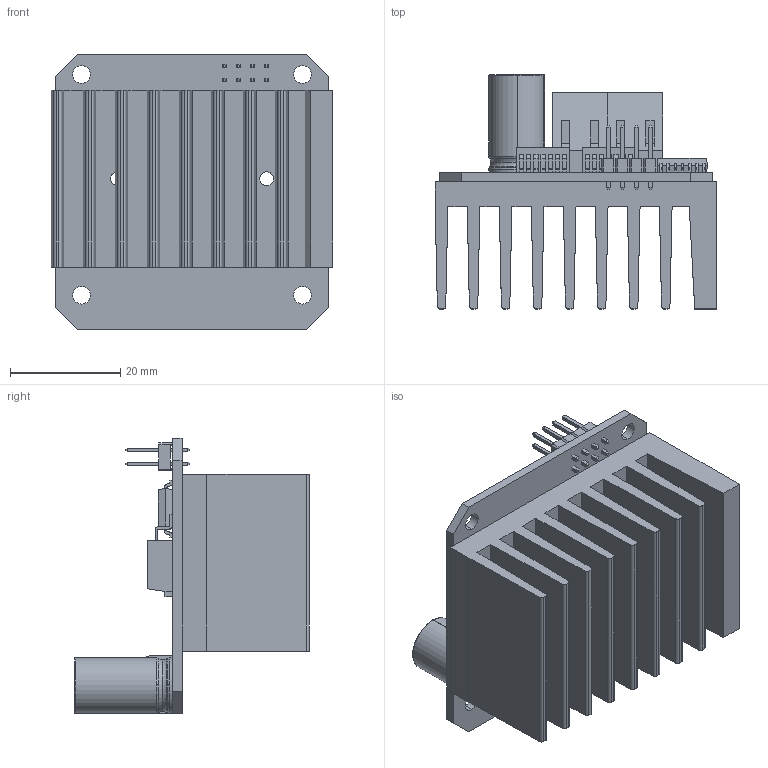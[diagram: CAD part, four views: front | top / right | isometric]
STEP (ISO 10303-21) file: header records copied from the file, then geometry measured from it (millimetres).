
FILE_DESCRIPTION (( 'STEP AP203' ), '1' );
FILE_NAME ('BTS7960 43A HIGH POWER H BRIDGE MODULE.STEP', '2025-10-16T04:30:26', ( '' ), ( '' ), 'SwSTEP 2.0', 'SolidWorks 2025', '' );
FILE_SCHEMA (( 'CONFIG_CONTROL_DESIGN' ));
Length unit declared in the file: millimetre
Products named in the file (8): PCB, BTS7960 43A HIGH POWER H BRIDGE MODULE.STEP; NXP 74HC244D, BUFFER AND LINE DRIVER, BTS7960 43A HIGH POWER H BRIDGE MODULE.STEP; ALUMINUM ELECTROLYTIC CAPACITOR, 330 uF, BTS7960 43A HIGH POWER H BRIDGE MODULE.STEP; HEATSINK, BTS7960 43A HIGH POWER H BRIDGE MODULE.STEP; BTN7960 IC, BTS7960 43A HIGH POWER H BRIDGE MODULE.STEP; EUROSTYLE TERMINAL BLOCK 2 POS 5.0 MM RA PLUG, BTS7960 43A HIGH POWER H BRIDGE MODULE.STEP; BTS7960 43A HIGH POWER H BRIDGE MODULE; 8 PIN HEADER, IC, BTS7960 43A HIGH POWER H BRIDGE MODULE.STEP
Assembly tree (9 placements, depth 2):
  BTS7960 43A HIGH POWER H BRIDGE MODULE
    HEATSINK, BTS7960 43A HIGH POWER H BRIDGE MODULE.STEP
    PCB, BTS7960 43A HIGH POWER H BRIDGE MODULE.STEP
    EUROSTYLE TERMINAL BLOCK 2 POS 5.0 MM RA PLUG, BTS7960 43A HIGH POWER H BRIDGE MODULE.STEP  x2
    BTN7960 IC, BTS7960 43A HIGH POWER H BRIDGE MODULE.STEP  x2
    NXP 74HC244D, BUFFER AND LINE DRIVER, BTS7960 43A HIGH POWER H BRIDGE MODULE.STEP
    8 PIN HEADER, IC, BTS7960 43A HIGH POWER H BRIDGE MODULE.STEP
    ALUMINUM ELECTROLYTIC CAPACITOR, 330 uF, BTS7960 43A HIGH POWER H BRIDGE MODULE.STEP
Bounding box: 51 x 42.4 x 49.8 mm (x, y, z)
Volume: 28041.7 mm3; surface area: 26023.4 mm2
Topology: 50 solids, 50 shells, 1033 faces, 2687 edges, 1795 vertices
Faces by surface type: plane 731, cylinder 237, torus 51, bspline 12, cone 2
Entity records: 29486 total; most frequent: CARTESIAN_POINT 6731, ORIENTED_EDGE 4558, DIRECTION 4496, EDGE_CURVE 2279, LINE 1612, VECTOR 1612, VERTEX_POINT 1527, AXIS2_PLACEMENT_3D 1442
